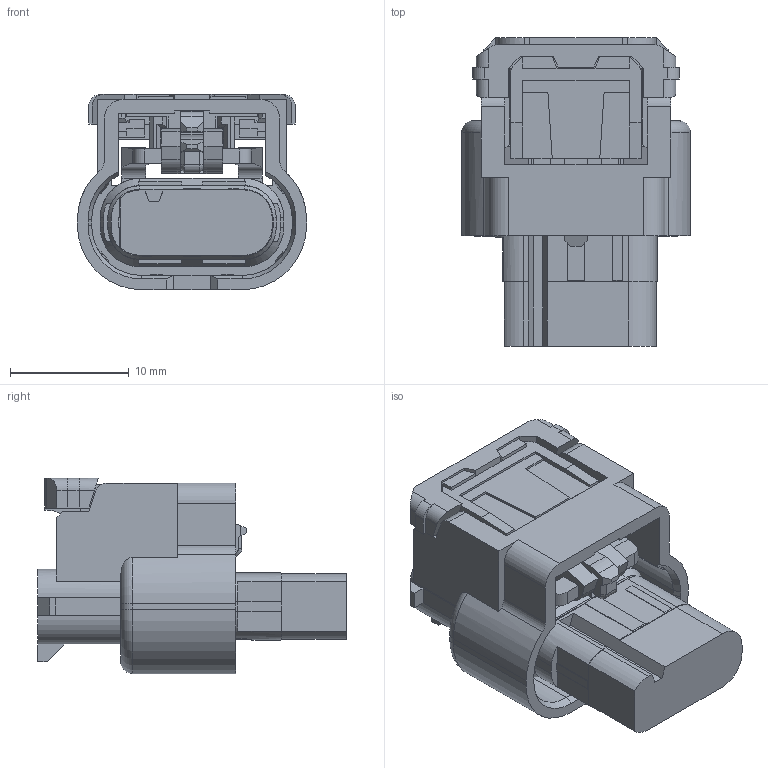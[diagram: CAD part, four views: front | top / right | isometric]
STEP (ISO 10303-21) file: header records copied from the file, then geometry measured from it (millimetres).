
FILE_DESCRIPTION(/* description */ (''),/* implementation_level */ '2;1');
FILE_NAME(/* name */ '33242575-ENV10_02-CONN.stp',/* time_stamp */ '2023-07-11T14:07:35+08:00',/* author */ (''),/* organization */ (''),/* preprocessor_version */ 'ST-DEVELOPER v16',/* originating_system */ 'SIEMENS PLM Software NX 11.0',/* authorisation */ '');
FILE_SCHEMA (('AUTOMOTIVE_DESIGN { 1 0 10303 214 3 1 1 1 }'));
Length unit declared in the file: millimetre
Products named in the file (1): 33242575-ENV10_02-CONN
Bounding box: 19.3 x 26 x 16.45 mm (x, y, z)
Volume: 3221.5 mm3; surface area: 3776.6 mm2
Topology: 1 solids, 1 shells, 604 faces, 1721 edges, 1106 vertices
Faces by surface type: plane 488, cylinder 86, cone 22, torus 8
Entity records: 19424 total; most frequent: CARTESIAN_POINT 3539, ORIENTED_EDGE 3442, DIRECTION 3139, EDGE_CURVE 1721, LINE 1457, VECTOR 1457, VERTEX_POINT 1106, AXIS2_PLACEMENT_3D 841
